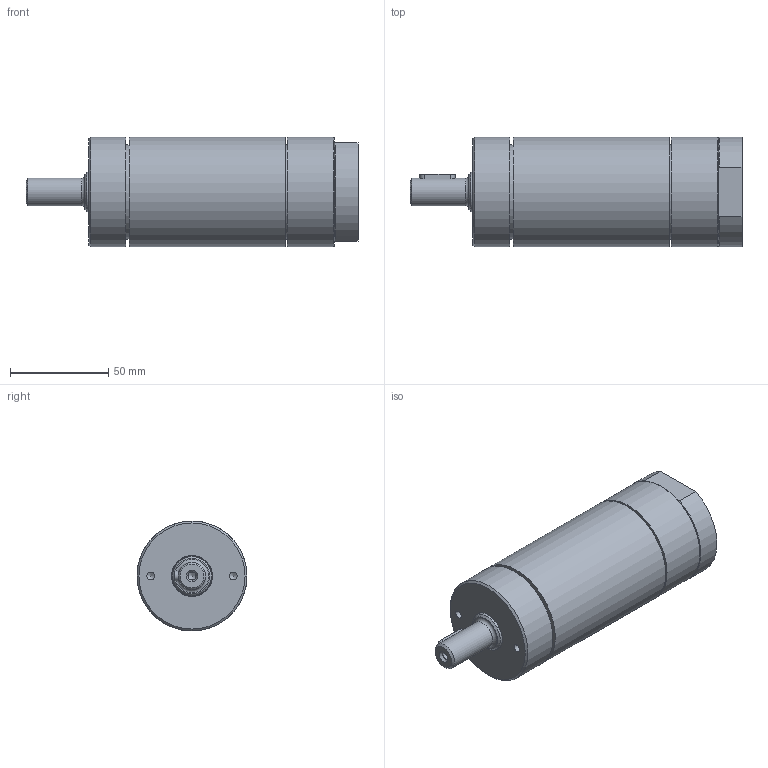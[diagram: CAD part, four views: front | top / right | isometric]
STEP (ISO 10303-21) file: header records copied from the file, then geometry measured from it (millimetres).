
FILE_DESCRIPTION(/* description */ (''),/* implementation_level */ '2;1');
FILE_NAME(/* name */ 'MRD 55-1800_60033277.stp',/* time_stamp */ '2018-11-19T14:47:29+01:00',/* author */ ('flambert'),/* organization */ (''),/* preprocessor_version */ 'ST-DEVELOPER v17',/* originating_system */ 'Autodesk Inventor 2018',/* authorisation */ '');
FILE_SCHEMA (('AUTOMOTIVE_DESIGN { 1 0 10303 214 3 1 1 }'));
Length unit declared in the file: millimetre
Products named in the file (1): MRD 55-1800_60033277
Bounding box: 169.1 x 56 x 56 mm (x, y, z)
Volume: 336453.6 mm3; surface area: 37202.1 mm2
Topology: 1 solids, 6 shells, 183 faces, 469 edges, 313 vertices
Faces by surface type: plane 105, cylinder 32, cone 25, torus 14, bspline 7
Full cylindrical faces by diameter (mm): 4 x3, 4.134 x1, 11.445 x1, 14 x1, 14.95 x1, 19.95 x1, 21 x1, 21.252 x1, 23.543 x1, 26 x4, 48.178 x2, 48.376 x1, 56 x3
Entity records: 5949 total; most frequent: CARTESIAN_POINT 1140, DIRECTION 966, ORIENTED_EDGE 930, EDGE_CURVE 465, AXIS2_PLACEMENT_3D 356, VERTEX_POINT 313, LINE 254, VECTOR 254
